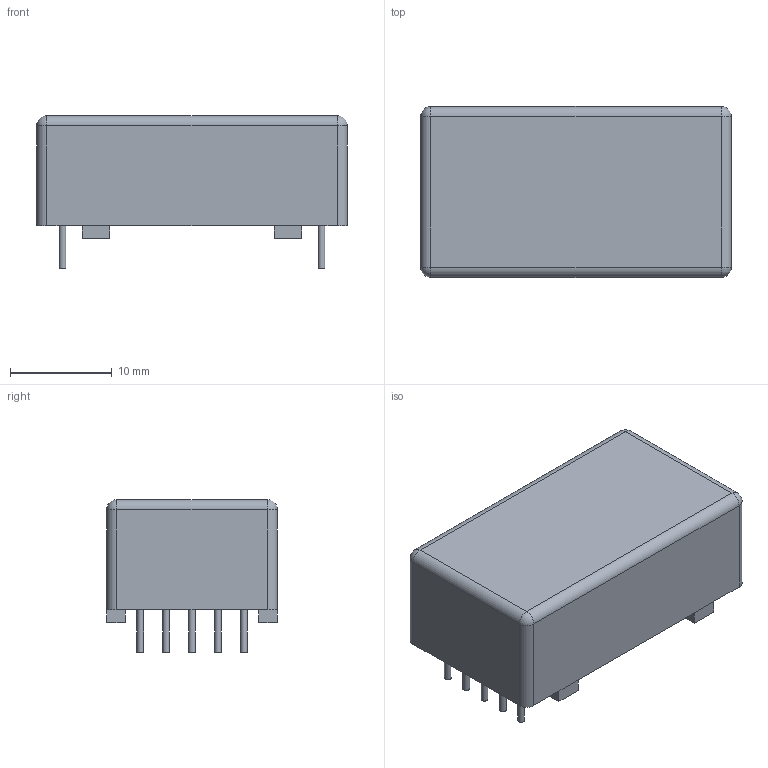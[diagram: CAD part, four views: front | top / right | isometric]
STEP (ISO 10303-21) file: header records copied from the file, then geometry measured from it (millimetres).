
FILE_DESCRIPTION(('FreeCAD Model'),'2;1');
FILE_NAME('Open CASCADE Shape Model','2023-09-02T00:26:28',( 'kicad StepUp'),('ksu MCAD'),'Open CASCADE STEP processor 7.6', 'FreeCAD','Unknown');
FILE_SCHEMA(('CONFIG_CONTROL_DESIGN','SHAPE_APPEARANCE_LAYER_MIM'));
Length unit declared in the file: millimetre
Products named in the file (1): Relay_TPST_COTO_3650
Bounding box: 30.48 x 16.76 x 14.98 mm (x, y, z)
Volume: 5522.7 mm3; surface area: 2105.4 mm2
Topology: 1 solids, 1 shells, 56 faces, 119 edges, 70 vertices
Faces by surface type: plane 35, cylinder 17, sphere 4
Full cylindrical faces by diameter (mm): 0.66 x9
Entity records: 1505 total; most frequent: DIRECTION 263, CARTESIAN_POINT 242, ORIENTED_EDGE 230, EDGE_CURVE 115, AXIS2_PLACEMENT_3D 91, LINE 81, VECTOR 81, VERTEX_POINT 70
